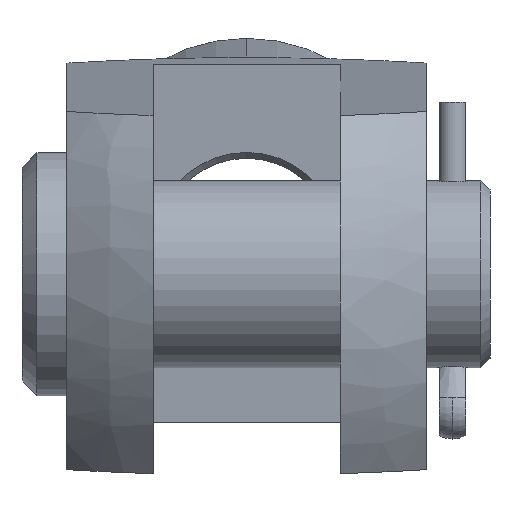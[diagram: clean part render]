
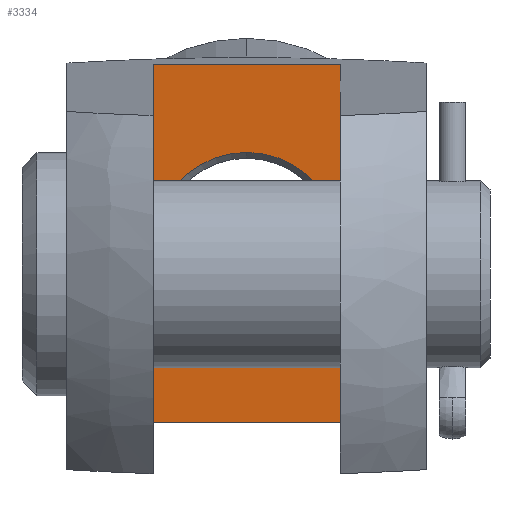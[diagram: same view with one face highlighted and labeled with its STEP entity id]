
A CAD part, front view. The second image highlights one B-rep face of the part: STEP entity #3334.
In plain terms, the highlighted planar face has unit normal (0, -0.996, -0.085).
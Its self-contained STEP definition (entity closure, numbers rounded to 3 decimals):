
#13 = LINE ( 'NONE', #2612, #1285 ) ;
#224 = CIRCLE ( 'NONE', #1091, 24.5 ) ;
#264 = DIRECTION ( 'NONE',  ( 0., -0.085, 0.996 ) ) ;
#278 = CARTESIAN_POINT ( 'NONE',  ( 60., 97.73, -16.283 ) ) ;
#281 = LINE ( 'NONE', #2081, #859 ) ;
#296 = CARTESIAN_POINT ( 'NONE',  ( 60., 95.655, 8.129 ) ) ;
#431 = ORIENTED_EDGE ( 'NONE', *, *, #1044, .F. ) ;
#433 = ORIENTED_EDGE ( 'NONE', *, *, #825, .T. ) ;
#444 = VECTOR ( 'NONE', #465, 1000. ) ;
#465 = DIRECTION ( 'NONE',  ( -1., 0., 0. ) ) ;
#468 = EDGE_LOOP ( 'NONE', ( #1548, #3180 ) ) ;
#708 = CARTESIAN_POINT ( 'NONE',  ( 60., 95.655, 8.129 ) ) ;
#746 = CARTESIAN_POINT ( 'NONE',  ( 60., 93.581, 32.541 ) ) ;
#825 = EDGE_CURVE ( 'NONE', #874, #1334, #13, .T. ) ;
#859 = VECTOR ( 'NONE', #1818, 1000. ) ;
#874 = VERTEX_POINT ( 'NONE', #2926 ) ;
#925 = VERTEX_POINT ( 'NONE', #2959 ) ;
#931 = VECTOR ( 'NONE', #3022, 1000. ) ;
#950 = CIRCLE ( 'NONE', #1695, 24.5 ) ;
#968 = EDGE_CURVE ( 'NONE', #2325, #3069, #224, .T. ) ;
#1008 = DIRECTION ( 'NONE',  ( 0., 0.996, 0.085 ) ) ;
#1020 = CARTESIAN_POINT ( 'NONE',  ( 35., 95.655, 8.129 ) ) ;
#1044 = EDGE_CURVE ( 'NONE', #925, #1334, #2465, .T. ) ;
#1091 = AXIS2_PLACEMENT_3D ( 'NONE', #296, #1355, #264 ) ;
#1255 = CARTESIAN_POINT ( 'NONE',  ( 85., 99.72, -39.699 ) ) ;
#1285 = VECTOR ( 'NONE', #3449, 1000. ) ;
#1334 = VERTEX_POINT ( 'NONE', #2817 ) ;
#1355 = DIRECTION ( 'NONE',  ( 0., 0.996, 0.085 ) ) ;
#1548 = ORIENTED_EDGE ( 'NONE', *, *, #968, .T. ) ;
#1617 = PLANE ( 'NONE',  #3072 ) ;
#1695 = AXIS2_PLACEMENT_3D ( 'NONE', #708, #1008, #2616 ) ;
#1818 = DIRECTION ( 'NONE',  ( 0., -0.085, 0.996 ) ) ;
#1885 = DIRECTION ( 'NONE',  ( 0., 0.085, -0.996 ) ) ;
#2081 = CARTESIAN_POINT ( 'NONE',  ( 35., 99.72, -39.699 ) ) ;
#2228 = VERTEX_POINT ( 'NONE', #2571 ) ;
#2325 = VERTEX_POINT ( 'NONE', #746 ) ;
#2337 = EDGE_LOOP ( 'NONE', ( #431, #3134, #2529, #433 ) ) ;
#2465 = LINE ( 'NONE', #3308, #931 ) ;
#2529 = ORIENTED_EDGE ( 'NONE', *, *, #2841, .F. ) ;
#2571 = CARTESIAN_POINT ( 'NONE',  ( 35., 99.72, -39.699 ) ) ;
#2579 = EDGE_CURVE ( 'NONE', #2228, #925, #281, .T. ) ;
#2600 = LINE ( 'NONE', #1255, #444 ) ;
#2606 = FACE_BOUND ( 'NONE', #468, .T. ) ;
#2612 = CARTESIAN_POINT ( 'NONE',  ( 85., 99.72, -39.699 ) ) ;
#2616 = DIRECTION ( 'NONE',  ( 0., -0.085, 0.996 ) ) ;
#2780 = FACE_OUTER_BOUND ( 'NONE', #2337, .T. ) ;
#2817 = CARTESIAN_POINT ( 'NONE',  ( 85., 91.591, 55.956 ) ) ;
#2841 = EDGE_CURVE ( 'NONE', #874, #2228, #2600, .T. ) ;
#2926 = CARTESIAN_POINT ( 'NONE',  ( 85., 99.72, -39.699 ) ) ;
#2959 = CARTESIAN_POINT ( 'NONE',  ( 35., 91.591, 55.956 ) ) ;
#3022 = DIRECTION ( 'NONE',  ( 1., 0., 0. ) ) ;
#3069 = VERTEX_POINT ( 'NONE', #278 ) ;
#3072 = AXIS2_PLACEMENT_3D ( 'NONE', #1020, #3550, #1885 ) ;
#3134 = ORIENTED_EDGE ( 'NONE', *, *, #2579, .F. ) ;
#3180 = ORIENTED_EDGE ( 'NONE', *, *, #3266, .T. ) ;
#3266 = EDGE_CURVE ( 'NONE', #3069, #2325, #950, .T. ) ;
#3308 = CARTESIAN_POINT ( 'NONE',  ( 35., 91.591, 55.956 ) ) ;
#3334 = ADVANCED_FACE ( 'NONE', ( #2780, #2606 ), #1617, .F. ) ;
#3449 = DIRECTION ( 'NONE',  ( 0., -0.085, 0.996 ) ) ;
#3550 = DIRECTION ( 'NONE',  ( 0., 0.996, 0.085 ) ) ;
